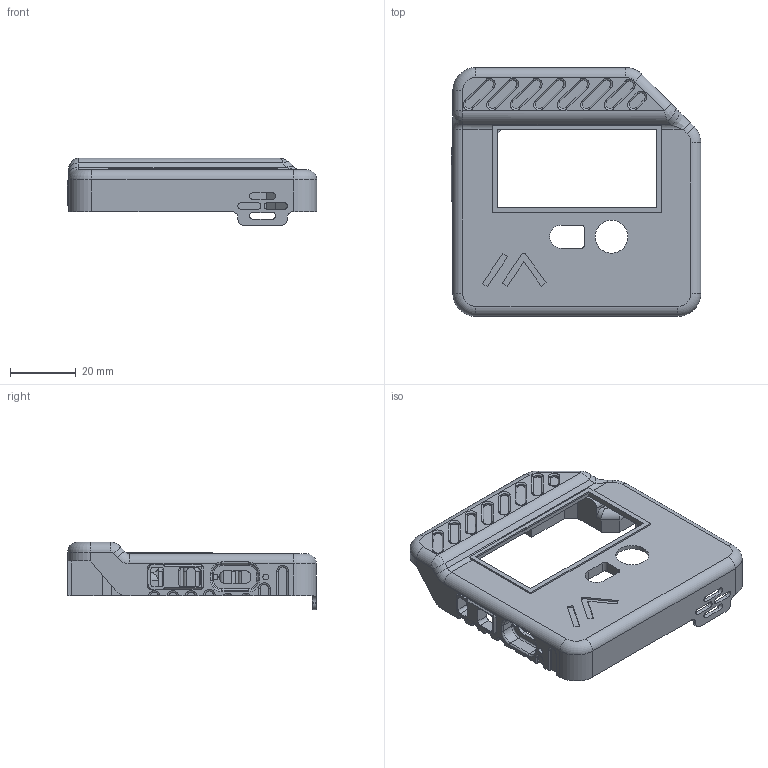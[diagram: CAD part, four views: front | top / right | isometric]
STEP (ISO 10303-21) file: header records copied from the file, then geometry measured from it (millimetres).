
FILE_DESCRIPTION(/* description */ (''),/* implementation_level */ '2;1');
FILE_NAME(/* name */ 'E_ink.step',/* time_stamp */ '2025-10-02T22:29:53+05:30',/* author */ (''),/* organization */ (''),/* preprocessor_version */ 'ST-DEVELOPER v20.1',/* originating_system */ 'Autodesk Translation Framework v14.17.0.0',/* authorisation */ '');
FILE_SCHEMA (('AUTOMOTIVE_DESIGN { 1 0 10303 214 3 1 1 }'));
Length unit declared in the file: millimetre
Products named in the file (3): E_ink; Device; Component3
Assembly tree (2 placements, depth 3):
  E_ink
    Device
      Component3
Bounding box: 75.92 x 75.64 x 20.5 mm (x, y, z)
Volume: 12855.9 mm3; surface area: 16859.2 mm2
Topology: 1 solids, 1 shells, 599 faces, 1627 edges, 1045 vertices
Faces by surface type: plane 266, cylinder 226, torus 82, bspline 13, cone 12
Full cylindrical faces by diameter (mm): 1.8 x2, 2 x8, 10 x1
Entity records: 20020 total; most frequent: CARTESIAN_POINT 4488, DIRECTION 3329, ORIENTED_EDGE 3252, EDGE_CURVE 1626, AXIS2_PLACEMENT_3D 1215, VERTEX_POINT 1045, LINE 899, VECTOR 899
